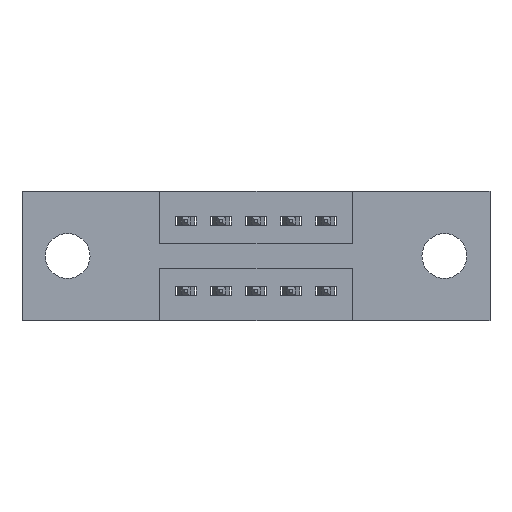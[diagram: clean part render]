
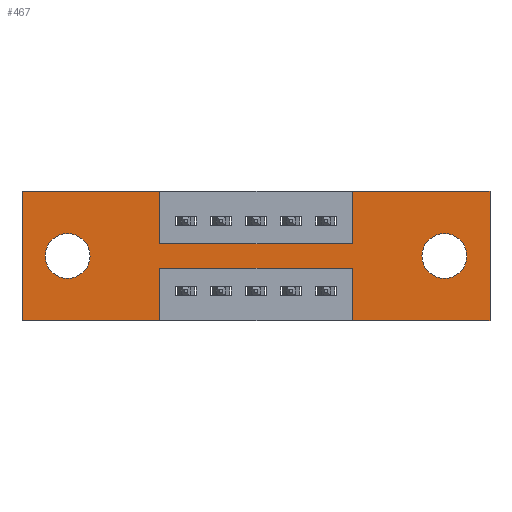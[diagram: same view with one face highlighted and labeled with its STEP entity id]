
A CAD part, front view. The second image highlights one B-rep face of the part: STEP entity #467.
In plain terms, the highlighted planar face has unit normal (0, -1, 0).
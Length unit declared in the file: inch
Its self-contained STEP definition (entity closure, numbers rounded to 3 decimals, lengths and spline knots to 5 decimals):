
#50 = DIRECTION ( 'NONE',  ( -1., 0., 0. ) ) ;
#70 = CARTESIAN_POINT ( 'NONE',  ( 0.3925, 0., -0.22 ) ) ;
#267 = VERTEX_POINT ( 'NONE', #1120 ) ;
#307 = DIRECTION ( 'NONE',  ( 0., 0., 1. ) ) ;
#313 = EDGE_CURVE ( 'NONE', #5949, #7471, #7562, .T. ) ;
#351 = CARTESIAN_POINT ( 'NONE',  ( 0.9425, 0., -0.37 ) ) ;
#446 = VECTOR ( 'NONE', #50, 39.37008 ) ;
#467 = ADVANCED_FACE ( 'NONE', ( #671, #4526, #8042 ), #7656, .T. ) ;
#526 = ORIENTED_EDGE ( 'NONE', *, *, #4684, .F. ) ;
#592 = DIRECTION ( 'NONE',  ( 0., 0., -1. ) ) ;
#671 = FACE_BOUND ( 'NONE', #5757, .T. ) ;
#687 = CARTESIAN_POINT ( 'NONE',  ( 0.3925, 0., -0.22 ) ) ;
#724 = VERTEX_POINT ( 'NONE', #780 ) ;
#780 = CARTESIAN_POINT ( 'NONE',  ( 1.335, 0., -0.37 ) ) ;
#815 = EDGE_CURVE ( 'NONE', #724, #1478, #6327, .T. ) ;
#858 = ORIENTED_EDGE ( 'NONE', *, *, #2747, .T. ) ;
#961 = EDGE_CURVE ( 'NONE', #4321, #1296, #1247, .T. ) ;
#999 = VECTOR ( 'NONE', #2669, 39.37008 ) ;
#1088 = AXIS2_PLACEMENT_3D ( 'NONE', #7635, #7507, #7520 ) ;
#1093 = EDGE_CURVE ( 'NONE', #4636, #1218, #3723, .T. ) ;
#1120 = CARTESIAN_POINT ( 'NONE',  ( 0.9425, 0., -0.22 ) ) ;
#1182 = VECTOR ( 'NONE', #1567, 39.37008 ) ;
#1189 = CARTESIAN_POINT ( 'NONE',  ( 0., 0., -0.37 ) ) ;
#1195 = CARTESIAN_POINT ( 'NONE',  ( 0., 0., -0.37 ) ) ;
#1218 = VERTEX_POINT ( 'NONE', #1623 ) ;
#1243 = VERTEX_POINT ( 'NONE', #2202 ) ;
#1247 = LINE ( 'NONE', #2767, #999 ) ;
#1296 = VERTEX_POINT ( 'NONE', #3602 ) ;
#1346 = ORIENTED_EDGE ( 'NONE', *, *, #313, .F. ) ;
#1460 = ORIENTED_EDGE ( 'NONE', *, *, #7729, .F. ) ;
#1478 = VERTEX_POINT ( 'NONE', #8579 ) ;
#1567 = DIRECTION ( 'NONE',  ( -1., 0., 0. ) ) ;
#1593 = VERTEX_POINT ( 'NONE', #7237 ) ;
#1623 = CARTESIAN_POINT ( 'NONE',  ( 1.205, 0., -0.121 ) ) ;
#1680 = DIRECTION ( 'NONE',  ( 0., 0., -1. ) ) ;
#1756 = VECTOR ( 'NONE', #6571, 39.37008 ) ;
#1824 = CARTESIAN_POINT ( 'NONE',  ( 0., 0., -0.37 ) ) ;
#1830 = DIRECTION ( 'NONE',  ( 0., 1., 0. ) ) ;
#1859 = CARTESIAN_POINT ( 'NONE',  ( 1.205, 0., -0.185 ) ) ;
#1874 = CIRCLE ( 'NONE', #1088, 0.064 ) ;
#1905 = ORIENTED_EDGE ( 'NONE', *, *, #1093, .T. ) ;
#2035 = CARTESIAN_POINT ( 'NONE',  ( 0.3925, 0., 0. ) ) ;
#2199 = DIRECTION ( 'NONE',  ( 0., 0., -1. ) ) ;
#2202 = CARTESIAN_POINT ( 'NONE',  ( 0.9425, 0., 0. ) ) ;
#2332 = DIRECTION ( 'NONE',  ( 0., 0., -1. ) ) ;
#2387 = VERTEX_POINT ( 'NONE', #1824 ) ;
#2511 = DIRECTION ( 'NONE',  ( 1., 0., 0. ) ) ;
#2534 = CARTESIAN_POINT ( 'NONE',  ( 0., 0., 0. ) ) ;
#2669 = DIRECTION ( 'NONE',  ( 1., 0., 0. ) ) ;
#2680 = LINE ( 'NONE', #5193, #6174 ) ;
#2747 = EDGE_CURVE ( 'NONE', #7061, #4297, #3279, .T. ) ;
#2762 = EDGE_CURVE ( 'NONE', #1296, #1243, #2839, .T. ) ;
#2767 = CARTESIAN_POINT ( 'NONE',  ( 0.3925, 0., -0.15 ) ) ;
#2839 = LINE ( 'NONE', #5107, #3056 ) ;
#2865 = VECTOR ( 'NONE', #8424, 39.37008 ) ;
#2879 = VECTOR ( 'NONE', #307, 39.37008 ) ;
#3056 = VECTOR ( 'NONE', #4928, 39.37008 ) ;
#3111 = AXIS2_PLACEMENT_3D ( 'NONE', #1859, #1830, #1680 ) ;
#3170 = ORIENTED_EDGE ( 'NONE', *, *, #6686, .F. ) ;
#3279 = CIRCLE ( 'NONE', #5364, 0.064 ) ;
#3470 = DIRECTION ( 'NONE',  ( 0., 0., -1. ) ) ;
#3479 = DIRECTION ( 'NONE',  ( 0., 1., 0. ) ) ;
#3489 = CARTESIAN_POINT ( 'NONE',  ( 1.205, 0., -0.185 ) ) ;
#3536 = CARTESIAN_POINT ( 'NONE',  ( 0.3925, 0., 0. ) ) ;
#3597 = ORIENTED_EDGE ( 'NONE', *, *, #6784, .F. ) ;
#3602 = CARTESIAN_POINT ( 'NONE',  ( 0.9425, 0., -0.15 ) ) ;
#3723 = CIRCLE ( 'NONE', #3111, 0.064 ) ;
#3959 = ORIENTED_EDGE ( 'NONE', *, *, #815, .F. ) ;
#4185 = EDGE_LOOP ( 'NONE', ( #1346, #8570, #5575, #3959, #7727, #526, #6409, #8289, #3170, #8479, #1460, #3597 ) ) ;
#4297 = VERTEX_POINT ( 'NONE', #6682 ) ;
#4315 = EDGE_CURVE ( 'NONE', #1593, #724, #8910, .T. ) ;
#4321 = VERTEX_POINT ( 'NONE', #6617 ) ;
#4526 = FACE_BOUND ( 'NONE', #6524, .T. ) ;
#4636 = VERTEX_POINT ( 'NONE', #5448 ) ;
#4684 = EDGE_CURVE ( 'NONE', #1243, #1593, #2680, .T. ) ;
#4928 = DIRECTION ( 'NONE',  ( 0., 0., 1. ) ) ;
#4941 = DIRECTION ( 'NONE',  ( 0., 0., 1. ) ) ;
#4999 = DIRECTION ( 'NONE',  ( 0., 1., 0. ) ) ;
#5010 = CARTESIAN_POINT ( 'NONE',  ( 0.13, 0., -0.185 ) ) ;
#5107 = CARTESIAN_POINT ( 'NONE',  ( 0.9425, 0., 0. ) ) ;
#5136 = VERTEX_POINT ( 'NONE', #3536 ) ;
#5193 = CARTESIAN_POINT ( 'NONE',  ( 0., 0., 0. ) ) ;
#5200 = DIRECTION ( 'NONE',  ( 1., 0., 0. ) ) ;
#5209 = LINE ( 'NONE', #1195, #1182 ) ;
#5212 = DIRECTION ( 'NONE',  ( 0., 0., 1. ) ) ;
#5249 = ORIENTED_EDGE ( 'NONE', *, *, #8062, .T. ) ;
#5309 = CARTESIAN_POINT ( 'NONE',  ( 0., 0., 0. ) ) ;
#5364 = AXIS2_PLACEMENT_3D ( 'NONE', #5010, #4999, #4941 ) ;
#5443 = EDGE_CURVE ( 'NONE', #7623, #5136, #7517, .T. ) ;
#5448 = CARTESIAN_POINT ( 'NONE',  ( 1.205, 0., -0.249 ) ) ;
#5575 = ORIENTED_EDGE ( 'NONE', *, *, #8630, .F. ) ;
#5639 = LINE ( 'NONE', #2035, #7394 ) ;
#5713 = CARTESIAN_POINT ( 'NONE',  ( 0., 0., 0. ) ) ;
#5757 = EDGE_LOOP ( 'NONE', ( #5249, #1905 ) ) ;
#5807 = VECTOR ( 'NONE', #2332, 39.37008 ) ;
#5949 = VERTEX_POINT ( 'NONE', #687 ) ;
#6143 = LINE ( 'NONE', #70, #446 ) ;
#6174 = VECTOR ( 'NONE', #5200, 39.37008 ) ;
#6243 = EDGE_CURVE ( 'NONE', #4297, #7061, #1874, .T. ) ;
#6327 = LINE ( 'NONE', #8736, #2865 ) ;
#6409 = ORIENTED_EDGE ( 'NONE', *, *, #2762, .F. ) ;
#6471 = CARTESIAN_POINT ( 'NONE',  ( 0.3925, 0., -0.37 ) ) ;
#6513 = ORIENTED_EDGE ( 'NONE', *, *, #6243, .T. ) ;
#6524 = EDGE_LOOP ( 'NONE', ( #858, #6513 ) ) ;
#6545 = LINE ( 'NONE', #351, #2879 ) ;
#6571 = DIRECTION ( 'NONE',  ( 0., 0., -1. ) ) ;
#6600 = CARTESIAN_POINT ( 'NONE',  ( 1.335, 0., 0. ) ) ;
#6617 = CARTESIAN_POINT ( 'NONE',  ( 0.3925, 0., -0.15 ) ) ;
#6682 = CARTESIAN_POINT ( 'NONE',  ( 0.13, 0., -0.249 ) ) ;
#6686 = EDGE_CURVE ( 'NONE', #5136, #4321, #5639, .T. ) ;
#6784 = EDGE_CURVE ( 'NONE', #7471, #2387, #5209, .T. ) ;
#6968 = VECTOR ( 'NONE', #5212, 39.37008 ) ;
#6997 = DIRECTION ( 'NONE',  ( 0., -1., 0. ) ) ;
#7061 = VERTEX_POINT ( 'NONE', #8079 ) ;
#7110 = CARTESIAN_POINT ( 'NONE',  ( 0.3925, 0., -0.37 ) ) ;
#7237 = CARTESIAN_POINT ( 'NONE',  ( 1.335, 0., 0. ) ) ;
#7280 = AXIS2_PLACEMENT_3D ( 'NONE', #1189, #6997, #592 ) ;
#7394 = VECTOR ( 'NONE', #2199, 39.37008 ) ;
#7471 = VERTEX_POINT ( 'NONE', #6471 ) ;
#7507 = DIRECTION ( 'NONE',  ( 0., 1., 0. ) ) ;
#7517 = LINE ( 'NONE', #2534, #8927 ) ;
#7520 = DIRECTION ( 'NONE',  ( 0., 0., 1. ) ) ;
#7562 = LINE ( 'NONE', #7110, #5807 ) ;
#7623 = VERTEX_POINT ( 'NONE', #5713 ) ;
#7635 = CARTESIAN_POINT ( 'NONE',  ( 0.13, 0., -0.185 ) ) ;
#7656 = PLANE ( 'NONE',  #7280 ) ;
#7727 = ORIENTED_EDGE ( 'NONE', *, *, #4315, .F. ) ;
#7729 = EDGE_CURVE ( 'NONE', #2387, #7623, #8622, .T. ) ;
#7770 = CIRCLE ( 'NONE', #8628, 0.064 ) ;
#8042 = FACE_OUTER_BOUND ( 'NONE', #4185, .T. ) ;
#8062 = EDGE_CURVE ( 'NONE', #1218, #4636, #7770, .T. ) ;
#8079 = CARTESIAN_POINT ( 'NONE',  ( 0.13, 0., -0.121 ) ) ;
#8289 = ORIENTED_EDGE ( 'NONE', *, *, #961, .F. ) ;
#8424 = DIRECTION ( 'NONE',  ( -1., 0., 0. ) ) ;
#8479 = ORIENTED_EDGE ( 'NONE', *, *, #5443, .F. ) ;
#8570 = ORIENTED_EDGE ( 'NONE', *, *, #8712, .F. ) ;
#8579 = CARTESIAN_POINT ( 'NONE',  ( 0.9425, 0., -0.37 ) ) ;
#8622 = LINE ( 'NONE', #5309, #6968 ) ;
#8628 = AXIS2_PLACEMENT_3D ( 'NONE', #3489, #3479, #3470 ) ;
#8630 = EDGE_CURVE ( 'NONE', #1478, #267, #6545, .T. ) ;
#8712 = EDGE_CURVE ( 'NONE', #267, #5949, #6143, .T. ) ;
#8736 = CARTESIAN_POINT ( 'NONE',  ( 0., 0., -0.37 ) ) ;
#8910 = LINE ( 'NONE', #6600, #1756 ) ;
#8927 = VECTOR ( 'NONE', #2511, 39.37008 ) ;
